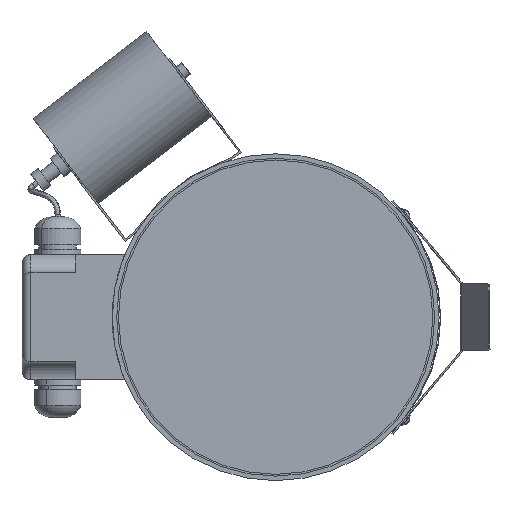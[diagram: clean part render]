
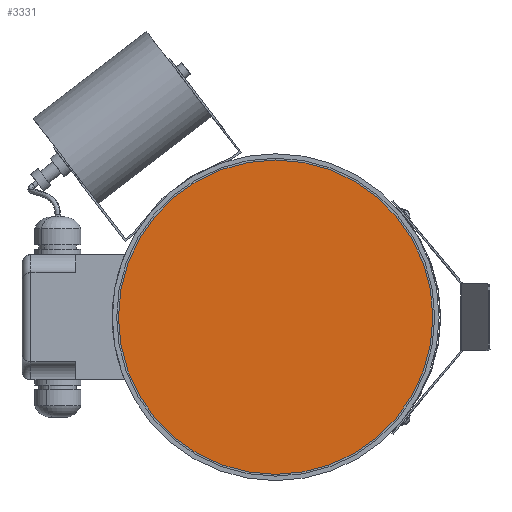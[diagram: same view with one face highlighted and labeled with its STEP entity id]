
A CAD part, left-side view. The second image highlights one B-rep face of the part: STEP entity #3331.
In plain terms, the highlighted planar face has unit normal (-1, 0, 0).
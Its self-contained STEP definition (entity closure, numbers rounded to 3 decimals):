
#2984 = VERTEX_POINT ( 'NONE', #8066 ) ;
#2986 = EDGE_CURVE ( 'NONE', #2984, #2987, #8059, .T. ) ;
#2987 = VERTEX_POINT ( 'NONE', #8051 ) ;
#3166 = EDGE_CURVE ( 'NONE', #2987, #2984, #8842, .T. ) ;
#3331 = ADVANCED_FACE ( 'NONE', ( #9364 ), #9363, .F. ) ;
#3332 = EDGE_LOOP ( 'NONE', ( #3333, #3334 ) ) ;
#3333 = ORIENTED_EDGE ( 'NONE', *, *, #3166, .F. ) ;
#3334 = ORIENTED_EDGE ( 'NONE', *, *, #2986, .F. ) ;
#8051 = CARTESIAN_POINT ( 'NONE',  ( -59.541, 0., -88. ) ) ;
#8052 = DIRECTION ( 'NONE',  ( 0., 0., -1. ) ) ;
#8054 = DIRECTION ( 'NONE',  ( 1., 0., 0. ) ) ;
#8056 = CARTESIAN_POINT ( 'NONE',  ( -59.541, 0., 0. ) ) ;
#8058 = AXIS2_PLACEMENT_3D ( 'NONE', #8056, #8054, #8052 ) ;
#8059 = CIRCLE ( 'NONE', #8058, 88. ) ;
#8066 = CARTESIAN_POINT ( 'NONE',  ( -59.541, 0., 88. ) ) ;
#8838 = DIRECTION ( 'NONE',  ( 0., 0., -1. ) ) ;
#8839 = DIRECTION ( 'NONE',  ( 1., 0., 0. ) ) ;
#8840 = CARTESIAN_POINT ( 'NONE',  ( -59.541, 0., 0. ) ) ;
#8841 = AXIS2_PLACEMENT_3D ( 'NONE', #8840, #8839, #8838 ) ;
#8842 = CIRCLE ( 'NONE', #8841, 88. ) ;
#9354 = DIRECTION ( 'NONE',  ( 0., 0., -1. ) ) ;
#9355 = DIRECTION ( 'NONE',  ( 1., 0., 0. ) ) ;
#9356 = CARTESIAN_POINT ( 'NONE',  ( -59.541, 0., 0. ) ) ;
#9357 = AXIS2_PLACEMENT_3D ( 'NONE', #9356, #9355, #9354 ) ;
#9363 = PLANE ( 'NONE',  #9357 ) ;
#9364 = FACE_OUTER_BOUND ( 'NONE', #3332, .T. ) ;
